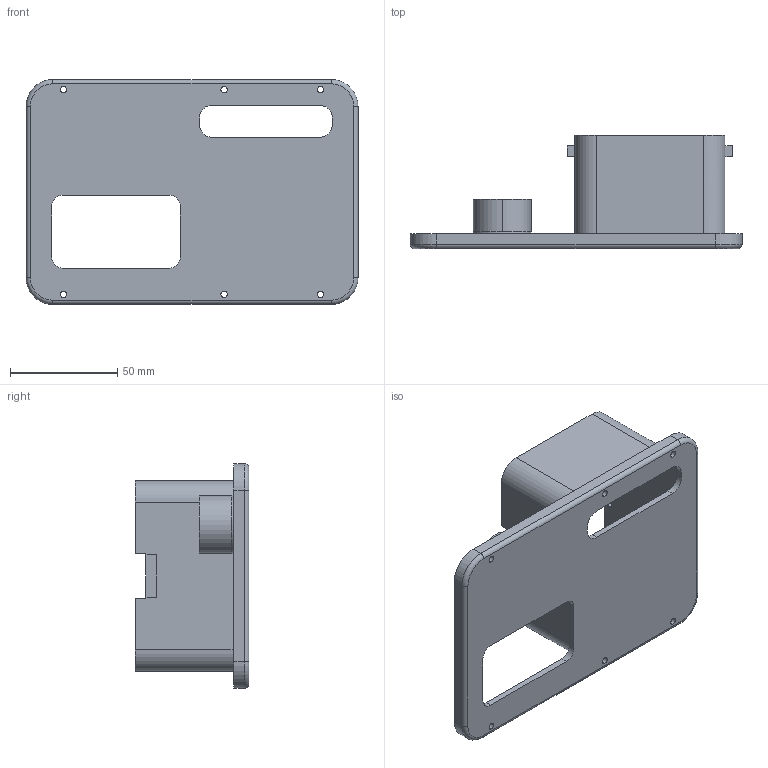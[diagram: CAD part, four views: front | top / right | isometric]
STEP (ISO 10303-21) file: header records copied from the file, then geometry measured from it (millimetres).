
FILE_DESCRIPTION (( 'STEP AP203' ), '1' );
FILE_NAME ('Cover.STEP', '2021-08-25T22:54:51', ( '' ), ( '' ), 'SwSTEP 2.0', 'SolidWorks 2019', '' );
FILE_SCHEMA (( 'CONFIG_CONTROL_DESIGN' ));
Length unit declared in the file: millimetre
Products named in the file (1): Cover
Bounding box: 155 x 53 x 105 mm (x, y, z)
Volume: 87444.7 mm3; surface area: 62574.1 mm2
Topology: 1 solids, 1 shells, 152 faces, 404 edges, 256 vertices
Faces by surface type: cylinder 77, plane 51, torus 18, bspline 6
Entity records: 5197 total; most frequent: CARTESIAN_POINT 1267, DIRECTION 822, ORIENTED_EDGE 808, EDGE_CURVE 404, AXIS2_PLACEMENT_3D 305, VERTEX_POINT 256, VECTOR 212, LINE 212
